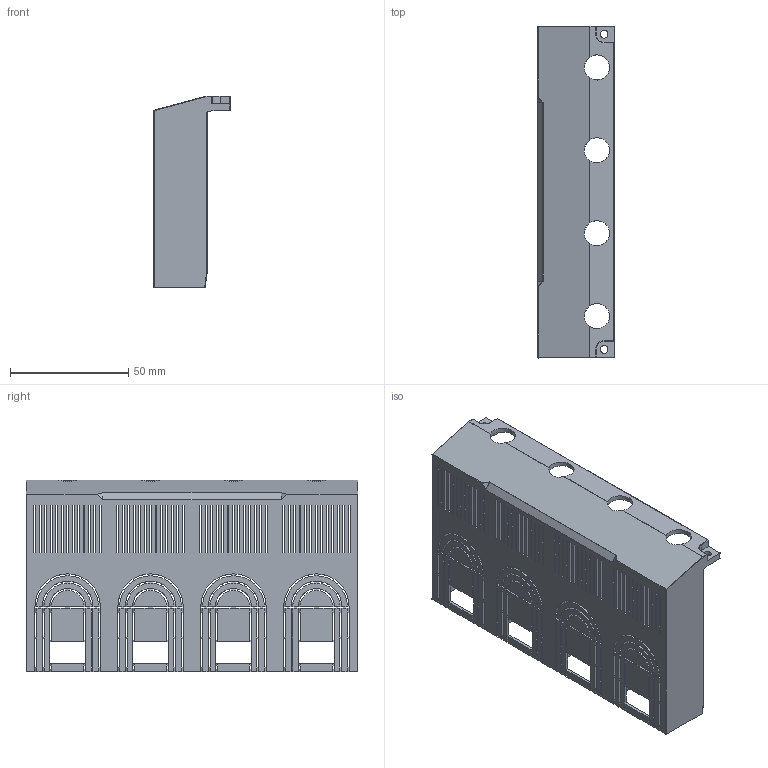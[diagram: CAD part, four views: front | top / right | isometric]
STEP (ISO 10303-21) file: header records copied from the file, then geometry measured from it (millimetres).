
FILE_DESCRIPTION(/* description */ (''),/* implementation_level */ '2;1');
FILE_NAME(/* name */ 'FILE_STP_CAD_DRAWING_3D_P5X841S_prt.stp',/* time_stamp */ '2025-07-28T15:46:19+02:00',/* author */ (''),/* organization */ (''),/* preprocessor_version */ 'ST-DEVELOPER v20',/* originating_system */ 'SIEMENS PLM Software NX2406.8500',/* authorisation */ '');
FILE_SCHEMA (('AUTOMOTIVE_DESIGN { 1 0 10303 214 3 1 1 1 }'));
Length unit declared in the file: millimetre
Products named in the file (1): 3D_P5X841S
Bounding box: 32.3 x 140 x 80.8 mm (x, y, z)
Volume: 37537 mm3; surface area: 49375.3 mm2
Topology: 1 solids, 1 shells, 986 faces, 2958 edges, 1855 vertices
Faces by surface type: plane 708, cylinder 162, cone 44, sphere 36, bspline 22, torus 12, revolution 2
Entity records: 34917 total; most frequent: CARTESIAN_POINT 8229, ORIENTED_EDGE 5916, DIRECTION 4983, EDGE_CURVE 2958, LINE 2351, VECTOR 2351, VERTEX_POINT 1854, AXIS2_PLACEMENT_3D 1315
